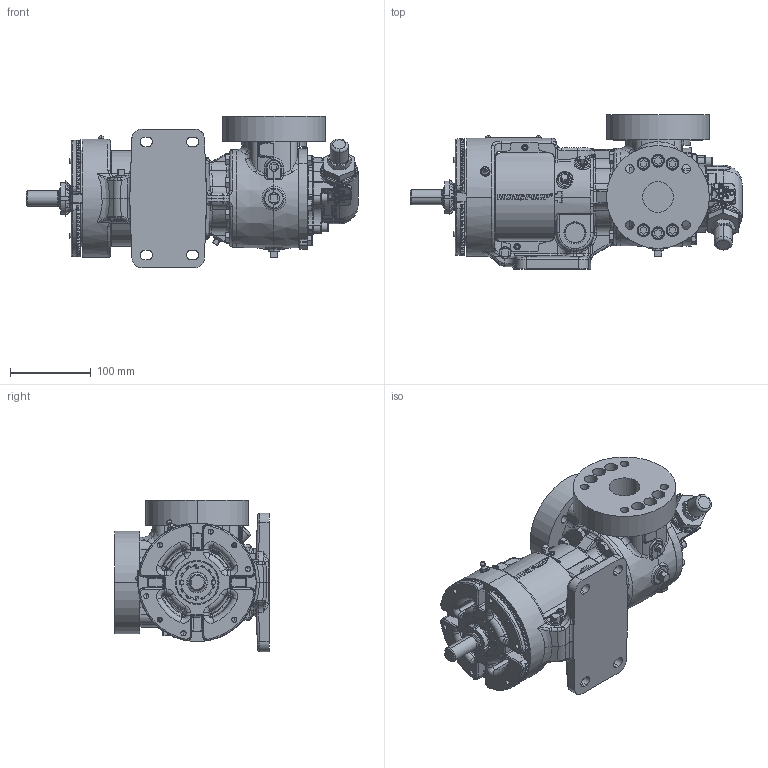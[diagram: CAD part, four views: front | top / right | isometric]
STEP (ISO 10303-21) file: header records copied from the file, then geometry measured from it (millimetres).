
FILE_DESCRIPTION (( 'STEP AP214' ), '1' );
FILE_NAME ('HV-4286.step', '2025-12-05T05:38:59', ( '' ), ( '' ), 'SwSTEP 2.0', 'SolidWorks 2024', '' );
FILE_SCHEMA (( 'AUTOMOTIVE_DESIGN' ));
Length unit declared in the file: inch
Products named in the file (1): HV-4286
Bounding box: 410.08 x 190.5 x 187.32 mm (x, y, z)
Volume: 4174777.8 mm3; surface area: 418343.5 mm2
Topology: 1 solids, 1 shells, 5249 faces, 13412 edges, 8420 vertices
Faces by surface type: plane 1877, bspline 1633, cylinder 1010, cone 515, torus 132, sphere 82
Entity records: 224090 total; most frequent: CARTESIAN_POINT 110032, ORIENTED_EDGE 26626, DIRECTION 19126, EDGE_CURVE 13313, VERTEX_POINT 8405, AXIS2_PLACEMENT_3D 6608, LINE 5910, VECTOR 5910
